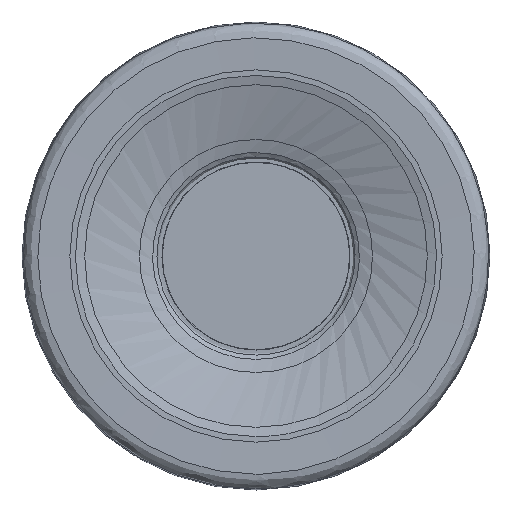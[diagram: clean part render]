
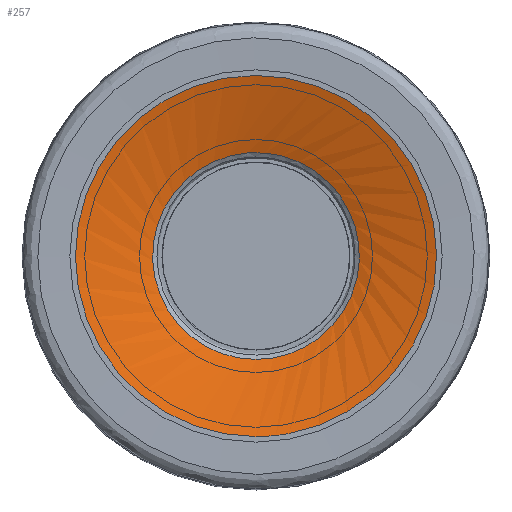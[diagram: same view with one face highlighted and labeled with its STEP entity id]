
A CAD part, left-side view. The second image highlights one B-rep face of the part: STEP entity #257.
In plain terms, the highlighted face is a revolution surface.
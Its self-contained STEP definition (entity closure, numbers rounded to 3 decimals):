
#51=SURFACE_OF_REVOLUTION('',#69,#65);
#65=AXIS1_PLACEMENT('',#690,#575);
#69=B_SPLINE_CURVE_WITH_KNOTS('',3,(#686,#687,#688,#689),.UNSPECIFIED.,
 .F.,.F.,(4,4),(0.,1.),.UNSPECIFIED.);
#230=FACE_BOUND('',#311,.T.);
#231=FACE_BOUND('',#312,.T.);
#257=ADVANCED_FACE('',(#230,#231),#51,.T.);
#311=EDGE_LOOP('',(#361));
#312=EDGE_LOOP('',(#362));
#361=ORIENTED_EDGE('',*,*,#400,.F.);
#362=ORIENTED_EDGE('',*,*,#412,.T.);
#375=VERTEX_POINT('',#614);
#387=VERTEX_POINT('',#680);
#400=EDGE_CURVE('',#375,#375,#425,.T.);
#412=EDGE_CURVE('',#387,#387,#437,.T.);
#425=CIRCLE('',#463,4.648);
#437=CIRCLE('',#477,2.662);
#463=AXIS2_PLACEMENT_3D('',#613,#528,#529);
#477=AXIS2_PLACEMENT_3D('',#679,#572,#573);
#528=DIRECTION('',(1.,0.,0.));
#529=DIRECTION('',(0.,0.,-1.));
#572=DIRECTION('',(1.,0.,0.));
#573=DIRECTION('',(0.,0.,-1.));
#575=DIRECTION('',(1.,0.,0.));
#613=CARTESIAN_POINT('',(0.041,0.,0.));
#614=CARTESIAN_POINT('',(0.041,0.,-4.648));
#679=CARTESIAN_POINT('',(0.661,0.,0.));
#680=CARTESIAN_POINT('',(0.661,0.,-2.662));
#686=CARTESIAN_POINT('',(0.661,-1.884,1.881));
#687=CARTESIAN_POINT('',(0.455,-2.639,1.952));
#688=CARTESIAN_POINT('',(0.248,-3.395,2.023));
#689=CARTESIAN_POINT('',(0.041,-4.15,2.094));
#690=CARTESIAN_POINT('',(26.099,0.,0.));
